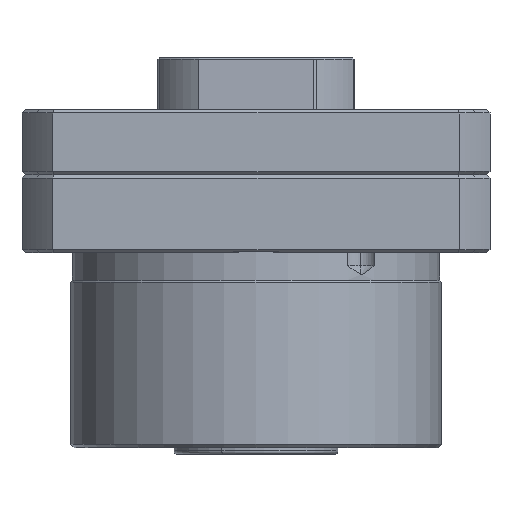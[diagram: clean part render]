
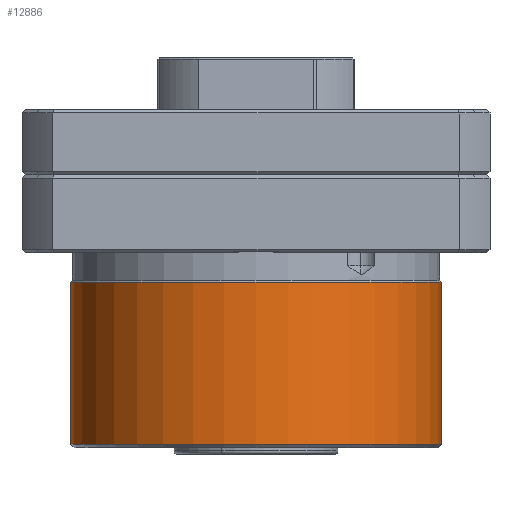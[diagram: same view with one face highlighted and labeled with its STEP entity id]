
A CAD part, front view. The second image highlights one B-rep face of the part: STEP entity #12886.
In plain terms, the highlighted cylindrical face has radius 28.5 mm (diameter 57 mm), a partial arc.
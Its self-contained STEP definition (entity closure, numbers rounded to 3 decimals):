
#141 = CARTESIAN_POINT ( 'NONE',  ( 28.5, 0., -12. ) ) ;
#286 = ORIENTED_EDGE ( 'NONE', *, *, #3648, .T. ) ;
#1998 = EDGE_CURVE ( 'NONE', #5471, #39648, #11920, .T. ) ;
#3648 = EDGE_CURVE ( 'NONE', #25813, #39648, #15242, .T. ) ;
#5471 = VERTEX_POINT ( 'NONE', #30412 ) ;
#7569 = FACE_OUTER_BOUND ( 'NONE', #12206, .T. ) ;
#9415 = DIRECTION ( 'NONE',  ( 0., 0., -1. ) ) ;
#9877 = VERTEX_POINT ( 'NONE', #18255 ) ;
#11920 = CIRCLE ( 'NONE', #32556, 28.5 ) ;
#12206 = EDGE_LOOP ( 'NONE', ( #34767, #24454, #286, #32030 ) ) ;
#12267 = CARTESIAN_POINT ( 'NONE',  ( -28.5, 0., -41.5 ) ) ;
#12886 = ADVANCED_FACE ( 'NONE', ( #7569 ), #38006, .T. ) ;
#15242 = LINE ( 'NONE', #39446, #20318 ) ;
#15866 = CARTESIAN_POINT ( 'NONE',  ( 0., 0., -16.5 ) ) ;
#18255 = CARTESIAN_POINT ( 'NONE',  ( 28.5, 0., -16.5 ) ) ;
#18993 = AXIS2_PLACEMENT_3D ( 'NONE', #23272, #38602, #19628 ) ;
#19302 = DIRECTION ( 'NONE',  ( -1., 0., 0. ) ) ;
#19611 = VECTOR ( 'NONE', #9415, 1000. ) ;
#19628 = DIRECTION ( 'NONE',  ( -1., 0., 0. ) ) ;
#20318 = VECTOR ( 'NONE', #24327, 1000. ) ;
#20624 = EDGE_CURVE ( 'NONE', #9877, #25813, #34548, .T. ) ;
#21489 = DIRECTION ( 'NONE',  ( 0., 0., -1. ) ) ;
#21899 = EDGE_CURVE ( 'NONE', #9877, #5471, #27149, .T. ) ;
#23272 = CARTESIAN_POINT ( 'NONE',  ( 0., 0., -12. ) ) ;
#23777 = DIRECTION ( 'NONE',  ( 0., 0., -1. ) ) ;
#24327 = DIRECTION ( 'NONE',  ( 0., 0., -1. ) ) ;
#24454 = ORIENTED_EDGE ( 'NONE', *, *, #20624, .T. ) ;
#25535 = AXIS2_PLACEMENT_3D ( 'NONE', #15866, #21489, #19302 ) ;
#25813 = VERTEX_POINT ( 'NONE', #30067 ) ;
#27149 = LINE ( 'NONE', #141, #19611 ) ;
#30004 = DIRECTION ( 'NONE',  ( 1., 0., 0. ) ) ;
#30067 = CARTESIAN_POINT ( 'NONE',  ( -28.5, 0., -16.5 ) ) ;
#30412 = CARTESIAN_POINT ( 'NONE',  ( 28.5, 0., -41.5 ) ) ;
#32030 = ORIENTED_EDGE ( 'NONE', *, *, #1998, .F. ) ;
#32556 = AXIS2_PLACEMENT_3D ( 'NONE', #32861, #23777, #30004 ) ;
#32861 = CARTESIAN_POINT ( 'NONE',  ( 0., 0., -41.5 ) ) ;
#34548 = CIRCLE ( 'NONE', #25535, 28.5 ) ;
#34767 = ORIENTED_EDGE ( 'NONE', *, *, #21899, .F. ) ;
#38006 = CYLINDRICAL_SURFACE ( 'NONE', #18993, 28.5 ) ;
#38602 = DIRECTION ( 'NONE',  ( 0., 0., -1. ) ) ;
#39446 = CARTESIAN_POINT ( 'NONE',  ( -28.5, 0., -12. ) ) ;
#39648 = VERTEX_POINT ( 'NONE', #12267 ) ;
